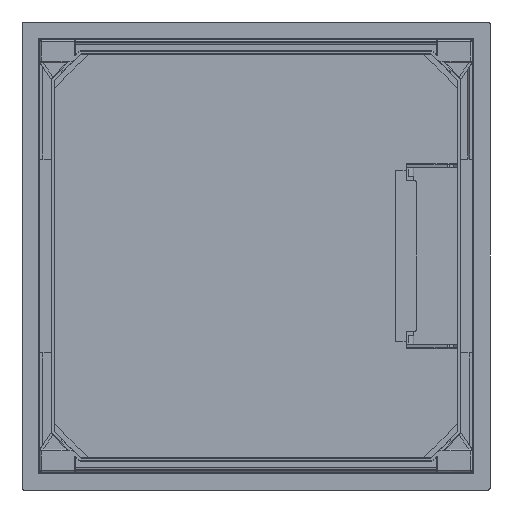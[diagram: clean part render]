
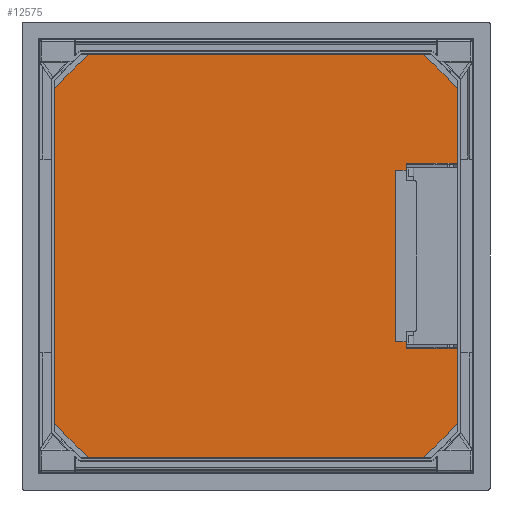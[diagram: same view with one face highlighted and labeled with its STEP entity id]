
A CAD part, front view. The second image highlights one B-rep face of the part: STEP entity #12575.
In plain terms, the highlighted planar face has unit normal (0, -1, 0).
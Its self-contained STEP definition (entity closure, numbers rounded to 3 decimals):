
#5 = CARTESIAN_POINT ( 'NONE',  ( 116.937, -18., 116.937 ) ) ;
#41 = LINE ( 'NONE', #111, #7171 ) ;
#111 = CARTESIAN_POINT ( 'NONE',  ( 116.937, -18., -118.482 ) ) ;
#237 = VECTOR ( 'NONE', #11283, 1000. ) ;
#727 = CARTESIAN_POINT ( 'NONE',  ( 116.937, -18., 116.937 ) ) ;
#807 = VECTOR ( 'NONE', #9361, 1000. ) ;
#842 = LINE ( 'NONE', #12163, #10786 ) ;
#1403 = EDGE_CURVE ( 'NONE', #9994, #1408, #7987, .T. ) ;
#1408 = VERTEX_POINT ( 'NONE', #2947 ) ;
#1544 = VERTEX_POINT ( 'NONE', #11297 ) ;
#1846 = ORIENTED_EDGE ( 'NONE', *, *, #3062, .F. ) ;
#2029 = ORIENTED_EDGE ( 'NONE', *, *, #2732, .T. ) ;
#2461 = ORIENTED_EDGE ( 'NONE', *, *, #7810, .F. ) ;
#2492 = EDGE_LOOP ( 'NONE', ( #7228, #10191, #2461, #1846, #10493, #3859, #6962, #10649, #12220, #6044, #4714, #2029 ) ) ;
#2732 = EDGE_CURVE ( 'NONE', #10664, #7002, #4167, .T. ) ;
#2782 = PLANE ( 'NONE',  #9897 ) ;
#2947 = CARTESIAN_POINT ( 'NONE',  ( -52.25, -18., -118.482 ) ) ;
#2992 = CARTESIAN_POINT ( 'NONE',  ( -119.4, -18., 119.4 ) ) ;
#3046 = DIRECTION ( 'NONE',  ( -1., 0., 0. ) ) ;
#3057 = LINE ( 'NONE', #10064, #11439 ) ;
#3062 = EDGE_CURVE ( 'NONE', #1544, #9914, #11908, .T. ) ;
#3068 = VERTEX_POINT ( 'NONE', #10328 ) ;
#3152 = VECTOR ( 'NONE', #6388, 1000. ) ;
#3157 = CARTESIAN_POINT ( 'NONE',  ( -118.771, -18., 116.937 ) ) ;
#3554 = CARTESIAN_POINT ( 'NONE',  ( 52.25, -18., -118.482 ) ) ;
#3859 = ORIENTED_EDGE ( 'NONE', *, *, #10785, .F. ) ;
#4167 = LINE ( 'NONE', #3157, #11887 ) ;
#4207 = LINE ( 'NONE', #12481, #5189 ) ;
#4579 = CARTESIAN_POINT ( 'NONE',  ( -52.25, -18., -119.4 ) ) ;
#4678 = VERTEX_POINT ( 'NONE', #5226 ) ;
#4714 = ORIENTED_EDGE ( 'NONE', *, *, #9129, .T. ) ;
#4796 = VERTEX_POINT ( 'NONE', #3554 ) ;
#5059 = DIRECTION ( 'NONE',  ( 0., 0., 1. ) ) ;
#5189 = VECTOR ( 'NONE', #11343, 1000. ) ;
#5226 = CARTESIAN_POINT ( 'NONE',  ( 48.25, -18., -84.4 ) ) ;
#5256 = EDGE_CURVE ( 'NONE', #4796, #5651, #41, .T. ) ;
#5592 = VERTEX_POINT ( 'NONE', #9130 ) ;
#5608 = VECTOR ( 'NONE', #13175, 1000. ) ;
#5651 = VERTEX_POINT ( 'NONE', #13029 ) ;
#5858 = VECTOR ( 'NONE', #5059, 1000. ) ;
#6044 = ORIENTED_EDGE ( 'NONE', *, *, #5256, .T. ) ;
#6048 = DIRECTION ( 'NONE',  ( 1., 0., 0. ) ) ;
#6105 = VECTOR ( 'NONE', #6048, 1000. ) ;
#6151 = FACE_OUTER_BOUND ( 'NONE', #2492, .T. ) ;
#6233 = CARTESIAN_POINT ( 'NONE',  ( -116.937, -18., 116.937 ) ) ;
#6323 = LINE ( 'NONE', #4579, #3152 ) ;
#6388 = DIRECTION ( 'NONE',  ( 0., 0., -1. ) ) ;
#6461 = DIRECTION ( 'NONE',  ( 1., 0., 0. ) ) ;
#6828 = CARTESIAN_POINT ( 'NONE',  ( 48.25, -18., -84.4 ) ) ;
#6959 = DIRECTION ( 'NONE',  ( 0., 0., -1. ) ) ;
#6962 = ORIENTED_EDGE ( 'NONE', *, *, #10938, .F. ) ;
#7002 = VERTEX_POINT ( 'NONE', #6233 ) ;
#7171 = VECTOR ( 'NONE', #6461, 1000. ) ;
#7228 = ORIENTED_EDGE ( 'NONE', *, *, #12739, .T. ) ;
#7466 = EDGE_CURVE ( 'NONE', #8542, #4678, #13261, .T. ) ;
#7810 = EDGE_CURVE ( 'NONE', #9914, #1408, #6323, .T. ) ;
#7987 = LINE ( 'NONE', #12975, #6105 ) ;
#8120 = DIRECTION ( 'NONE',  ( -1., 0., 0. ) ) ;
#8350 = CARTESIAN_POINT ( 'NONE',  ( -116.937, -18., -118.771 ) ) ;
#8542 = VERTEX_POINT ( 'NONE', #8557 ) ;
#8557 = CARTESIAN_POINT ( 'NONE',  ( 52.25, -18., -84.4 ) ) ;
#9114 = DIRECTION ( 'NONE',  ( 0., 0., 1. ) ) ;
#9129 = EDGE_CURVE ( 'NONE', #5651, #10664, #10902, .T. ) ;
#9130 = CARTESIAN_POINT ( 'NONE',  ( 48.25, -18., -78.4 ) ) ;
#9156 = LINE ( 'NONE', #6828, #5858 ) ;
#9361 = DIRECTION ( 'NONE',  ( 0., 0., -1. ) ) ;
#9476 = EDGE_CURVE ( 'NONE', #3068, #1544, #3057, .T. ) ;
#9897 = AXIS2_PLACEMENT_3D ( 'NONE', #2992, #12153, #9114 ) ;
#9914 = VERTEX_POINT ( 'NONE', #10173 ) ;
#9994 = VERTEX_POINT ( 'NONE', #13061 ) ;
#10064 = CARTESIAN_POINT ( 'NONE',  ( -48.25, -18., -84.4 ) ) ;
#10173 = CARTESIAN_POINT ( 'NONE',  ( -52.25, -18., -84.4 ) ) ;
#10191 = ORIENTED_EDGE ( 'NONE', *, *, #1403, .T. ) ;
#10328 = CARTESIAN_POINT ( 'NONE',  ( -48.25, -18., -78.4 ) ) ;
#10493 = ORIENTED_EDGE ( 'NONE', *, *, #9476, .F. ) ;
#10631 = EDGE_CURVE ( 'NONE', #4796, #8542, #842, .T. ) ;
#10649 = ORIENTED_EDGE ( 'NONE', *, *, #7466, .F. ) ;
#10664 = VERTEX_POINT ( 'NONE', #5 ) ;
#10785 = EDGE_CURVE ( 'NONE', #5592, #3068, #4207, .T. ) ;
#10786 = VECTOR ( 'NONE', #12890, 1000. ) ;
#10882 = CARTESIAN_POINT ( 'NONE',  ( 52.25, -18., -84.4 ) ) ;
#10902 = LINE ( 'NONE', #727, #5608 ) ;
#10938 = EDGE_CURVE ( 'NONE', #4678, #5592, #9156, .T. ) ;
#11283 = DIRECTION ( 'NONE',  ( -1., 0., 0. ) ) ;
#11297 = CARTESIAN_POINT ( 'NONE',  ( -48.25, -18., -84.4 ) ) ;
#11343 = DIRECTION ( 'NONE',  ( -1., 0., 0. ) ) ;
#11439 = VECTOR ( 'NONE', #6959, 1000. ) ;
#11887 = VECTOR ( 'NONE', #8120, 1000. ) ;
#11908 = LINE ( 'NONE', #10882, #237 ) ;
#12153 = DIRECTION ( 'NONE',  ( 0., 1., 0. ) ) ;
#12163 = CARTESIAN_POINT ( 'NONE',  ( 52.25, -18., -119.4 ) ) ;
#12220 = ORIENTED_EDGE ( 'NONE', *, *, #10631, .F. ) ;
#12269 = CARTESIAN_POINT ( 'NONE',  ( 52.25, -18., -84.4 ) ) ;
#12481 = CARTESIAN_POINT ( 'NONE',  ( 48.25, -18., -78.4 ) ) ;
#12534 = LINE ( 'NONE', #8350, #807 ) ;
#12575 = ADVANCED_FACE ( 'NONE', ( #6151 ), #2782, .F. ) ;
#12739 = EDGE_CURVE ( 'NONE', #7002, #9994, #12534, .T. ) ;
#12798 = VECTOR ( 'NONE', #3046, 1000. ) ;
#12890 = DIRECTION ( 'NONE',  ( 0., 0., 1. ) ) ;
#12975 = CARTESIAN_POINT ( 'NONE',  ( -52.25, -18., -118.482 ) ) ;
#13029 = CARTESIAN_POINT ( 'NONE',  ( 116.937, -18., -118.482 ) ) ;
#13061 = CARTESIAN_POINT ( 'NONE',  ( -116.937, -18., -118.482 ) ) ;
#13175 = DIRECTION ( 'NONE',  ( 0., 0., 1. ) ) ;
#13261 = LINE ( 'NONE', #12269, #12798 ) ;
